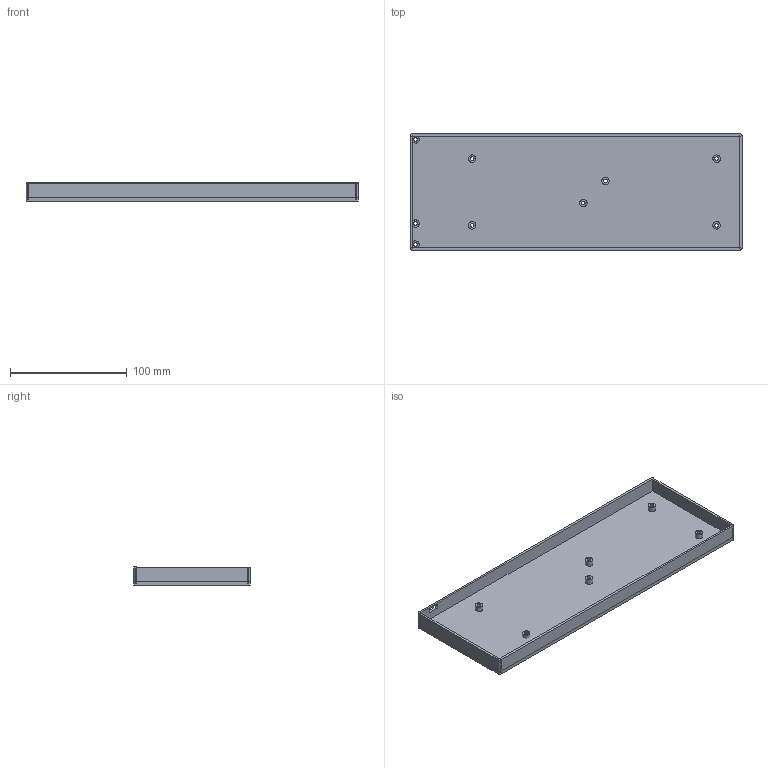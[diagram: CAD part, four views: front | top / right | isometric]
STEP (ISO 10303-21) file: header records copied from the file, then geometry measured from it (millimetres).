
FILE_DESCRIPTION(('HOOPS Exchange Step'),'2;1');
FILE_NAME('case_KVL_230712.stp','2023-07-11T15:25:03+09:00',('shun'),('Unknown organisation'),'HOOPS Exchange 2022.2','HOOPS Exchange','Unknown authorisation');
FILE_SCHEMA( ('AP203_CONFIGURATION_CONTROLLED_3D_DESIGN_OF_MECHANICAL_PARTS_AND_ASSEMBLIES_MIM_LF') );
Length unit declared in the file: millimetre
Products named in the file (1): export
Bounding box: 283.9 x 99.4 x 15.4 mm (x, y, z)
Volume: 102746.6 mm3; surface area: 87145.1 mm2
Topology: 26 solids, 26 shells, 199 faces, 452 edges, 315 vertices
Faces by surface type: plane 139, cylinder 46, bspline 14
Full cylindrical faces by diameter (mm): 3.2 x15, 6 x6, 6.4 x1, 17 x4
Entity records: 12877 total; most frequent: CARTESIAN_POINT 8303, ORIENTED_EDGE 904, DIRECTION 883, EDGE_CURVE 452, VERTEX_POINT 315, AXIS2_PLACEMENT_3D 303, VECTOR 277, LINE 277
